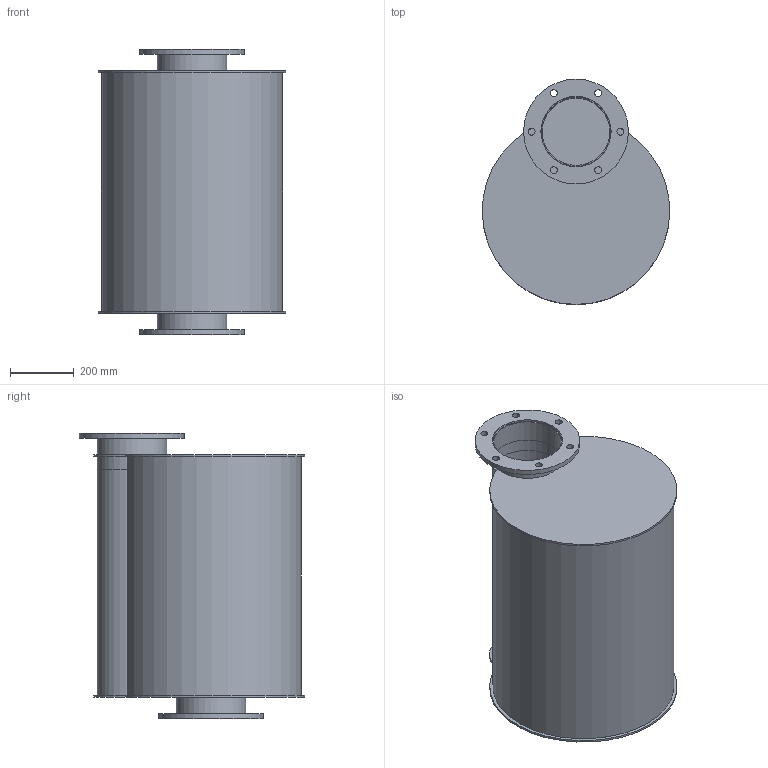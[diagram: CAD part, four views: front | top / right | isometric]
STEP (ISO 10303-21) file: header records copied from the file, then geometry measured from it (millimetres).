
FILE_DESCRIPTION(/* description */ (''),/* implementation_level */ '2;1');
FILE_NAME(/* name */ 'DAD 08.stp',/* time_stamp */ '2015-01-12T12:12:26+01:00',/* author */ ('Tekenkamer'),/* organization */ (''),/* preprocessor_version */ 'ST-DEVELOPER v15.6',/* originating_system */ 'Autodesk Inventor 2015',/* authorisation */ '');
FILE_SCHEMA (('AUTOMOTIVE_DESIGN { 1 0 10303 214 3 1 1 }'));
Length unit declared in the file: millimetre
Products named in the file (1): MAAT3D
Bounding box: 589.66 x 709 x 900 mm (x, y, z)
Volume: 11440879.1 mm3; surface area: 5986444.6 mm2
Topology: 9 solids, 9 shells, 52 faces, 102 edges, 68 vertices
Faces by surface type: cylinder 34, plane 18
Full cylindrical faces by diameter (mm): 22 x12, 213 x4, 219 x4, 221 x4, 330 x2
Entity records: 1347 total; most frequent: DIRECTION 250, CARTESIAN_POINT 197, ORIENTED_EDGE 152, AXIS2_PLACEMENT_3D 121, EDGE_LOOP 118, EDGE_CURVE 76, CIRCLE 68, VERTEX_POINT 68
